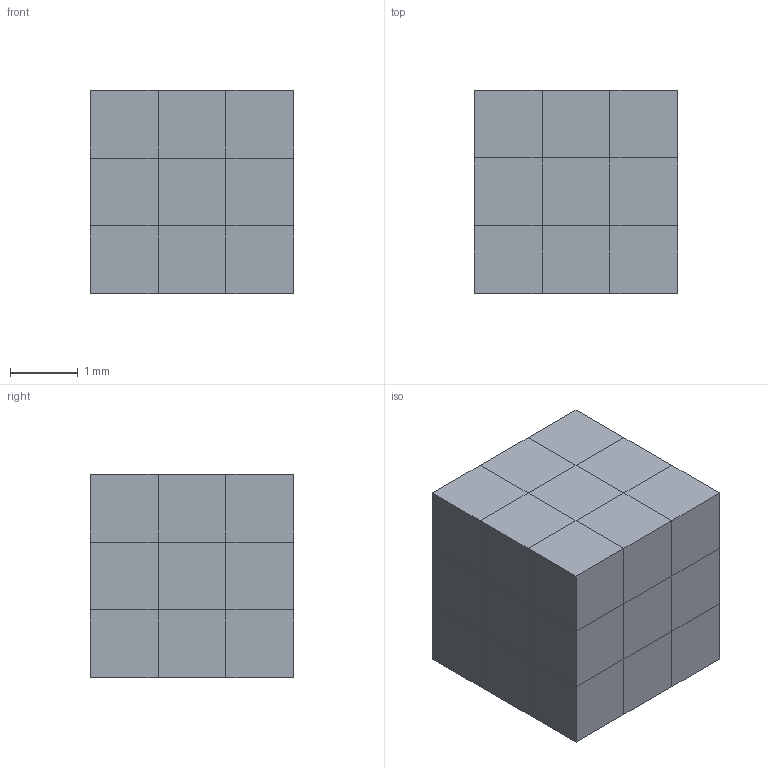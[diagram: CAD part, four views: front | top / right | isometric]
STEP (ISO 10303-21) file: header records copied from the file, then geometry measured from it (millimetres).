
FILE_DESCRIPTION(('FreeCAD Model'),'2;1');
FILE_NAME('27cubes.step', '2019-12-11T10:05:43',('Author'),(''), 'Open CASCADE STEP processor 7.3','FreeCAD','Unknown');
FILE_SCHEMA(('AUTOMOTIVE_DESIGN { 1 0 10303 214 1 1 1 1 }'));
Length unit declared in the file: millimetre
Products named in the file (1): Group012
Bounding box: 3 x 3 x 3 mm (x, y, z)
Volume: 27 mm3; surface area: 54 mm2
Topology: 1 solids, 1 shells, 54 faces, 108 edges, 56 vertices
Faces by surface type: plane 54
Entity records: 3102 total; most frequent: CARTESIAN_POINT 435, DIRECTION 434, LINE 324, VECTOR 324, ORIENTED_EDGE 216, PCURVE 216, DEFINITIONAL_REPRESENTATION 216, EDGE_CURVE 108
